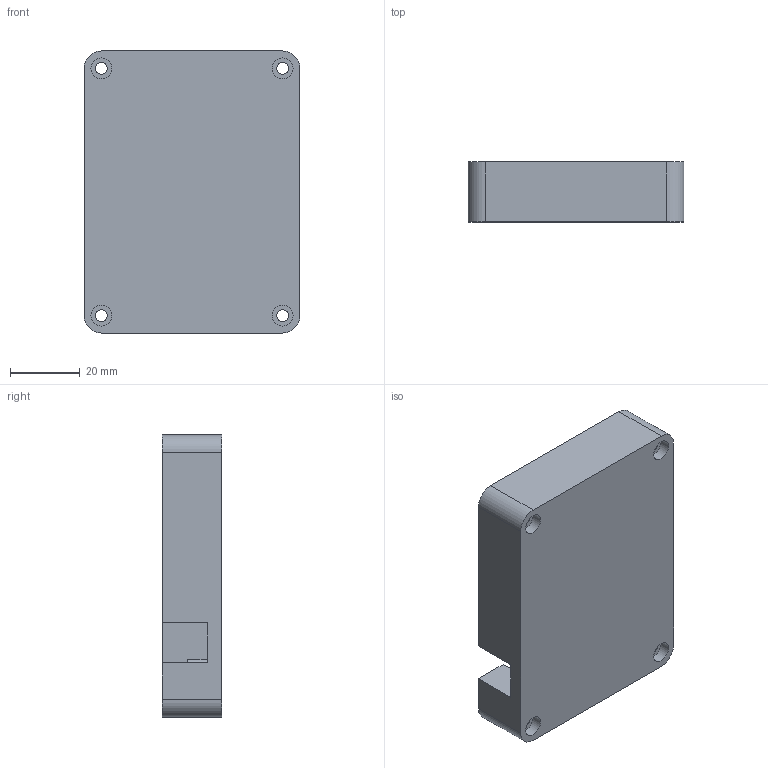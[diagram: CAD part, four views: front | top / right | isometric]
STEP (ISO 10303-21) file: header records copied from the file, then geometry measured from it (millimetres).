
FILE_DESCRIPTION(/* description */ (''),/* implementation_level */ '2;1');
FILE_NAME(/* name */ 'Hackclub.step',/* time_stamp */ '2025-12-07T14:51:30+05:00',/* author */ (''),/* organization */ (''),/* preprocessor_version */ 'ST-DEVELOPER v20.1',/* originating_system */ 'Autodesk Translation Framework v14.21.0.0',/* authorisation */ '');
FILE_SCHEMA (('AUTOMOTIVE_DESIGN { 1 0 10303 214 3 1 1 }'));
Length unit declared in the file: millimetre
Products named in the file (2): 2025-12-04-11-18-08-461; 2025-12-04-11-19-36-749
Assembly tree (1 placements, depth 2):
  2025-12-04-11-18-08-461
    2025-12-04-11-19-36-749
Bounding box: 62.1 x 17.2 x 81.1 mm (x, y, z)
Volume: 47518.3 mm3; surface area: 18654.9 mm2
Topology: 1 solids, 1 shells, 38 faces, 87 edges, 58 vertices
Faces by surface type: plane 22, cylinder 16
Full cylindrical faces by diameter (mm): 3 x3, 3.4 x4, 6 x4
Entity records: 1159 total; most frequent: DIRECTION 201, CARTESIAN_POINT 186, ORIENTED_EDGE 174, EDGE_CURVE 87, AXIS2_PLACEMENT_3D 73, VERTEX_POINT 58, LINE 55, VECTOR 55
